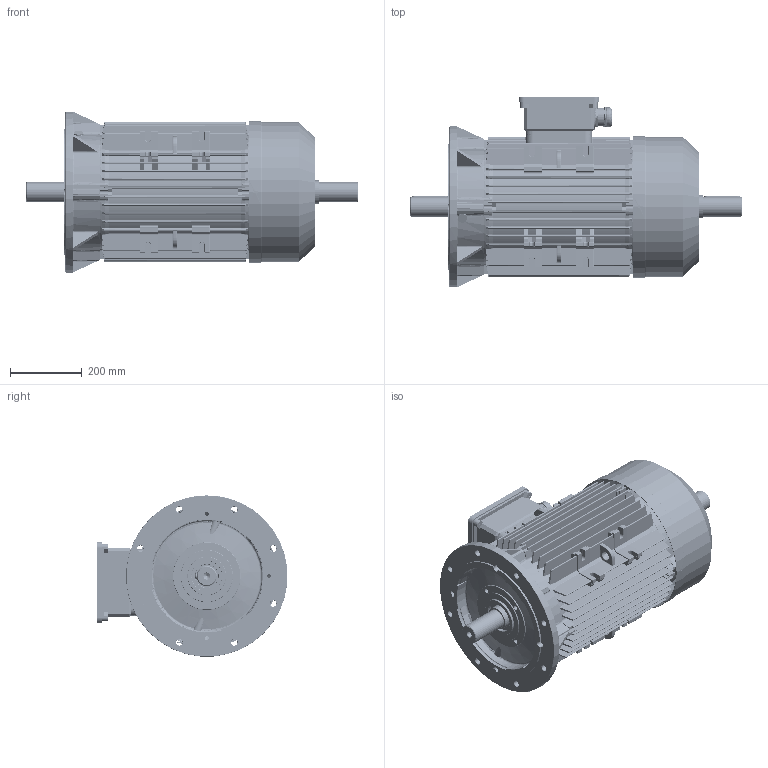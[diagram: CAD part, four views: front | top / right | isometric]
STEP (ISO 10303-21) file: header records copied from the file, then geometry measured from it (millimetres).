
FILE_DESCRIPTION (( 'STEP AP214' ), '1' );
FILE_NAME ('FCA225 SMT-B5-IC411-2 POLES-DOUBLE SHAFT.STEP', '2024-10-14T07:08:50', ( '' ), ( '' ), 'SwSTEP 2.0', 'SolidWorks 2024', '' );
FILE_SCHEMA (( 'AUTOMOTIVE_DESIGN' ));
Length unit declared in the file: millimetre
Products named in the file (22): Guarnizione scatola-coperchio 225T-250T; Scatola morsetti 225T-250T; Targhetta motore_LAMIERA ALLUMINIO; Flangia FC225T diam.450; Tappo M50; Scudo serie C225T ant. e post._Grezzo; Carcassa 225T-B3-B5_Per Altezza pacco 250; FCA225 SMT-B5-IC411-2 POLES-DOUBLE SHAFT; PRESSACAVO M50; Copriventola  200-225T h.185; Coprimorsettiera  225T-250T; Radial Ball Bearing_68_SKF_SKF - 6313 - 10,DE,AC,10_68; Piastra porta targa singola; Clips ventola 160; Assieme ventola 160-7Pale-4 Poli; Seeger da 65E; Guarnizione scatola-motore 225-250T; Square Nut_JIS_JIS B 1163 M5 --N; UNI6604-A-16x10x100; Ventola 160-7Pale-4Poli; Coperchio scatola morsetti 225T-250T; Albero 225T  - 2 POLI - di serie ventilato - A20844
Assembly tree (26 placements, depth 3):
  FCA225 SMT-B5-IC411-2 POLES-DOUBLE SHAFT
    Albero 225T  - 2 POLI - di serie ventilato - A20844  x2
    Radial Ball Bearing_68_SKF_SKF - 6313 - 10,DE,AC,10_68  x2
    Seeger da 65E
    Scudo serie C225T ant. e post._Grezzo
    Assieme ventola 160-7Pale-4 Poli
      Ventola 160-7Pale-4Poli
      Clips ventola 160  x2
      Square Nut_JIS_JIS B 1163 M5 --N  x2
    Copriventola  200-225T h.185
    Piastra porta targa singola
    Targhetta motore_LAMIERA ALLUMINIO
    UNI6604-A-16x10x100  x2
    Carcassa 225T-B3-B5_Per Altezza pacco 250
    Coprimorsettiera  225T-250T
      Scatola morsetti 225T-250T
      Guarnizione scatola-coperchio 225T-250T
      Guarnizione scatola-motore 225-250T
      Coperchio scatola morsetti 225T-250T
      Tappo M50
      PRESSACAVO M50
    Flangia FC225T diam.450
Bounding box: 925 x 531.5 x 448.69 mm (x, y, z)
Volume: 19920166.7 mm3; surface area: 4683807.9 mm2
Topology: 24 solids, 25 shells, 8432 faces, 22405 edges, 13951 vertices
Faces by surface type: plane 3445, cylinder 2163, bspline 980, torus 945, cone 535, sphere 364
Entity records: 298592 total; most frequent: CARTESIAN_POINT 101885, ORIENTED_EDGE 42952, DIRECTION 38106, EDGE_CURVE 21476, VERTEX_POINT 13430, AXIS2_PLACEMENT_3D 13345, LINE 11416, VECTOR 11416
